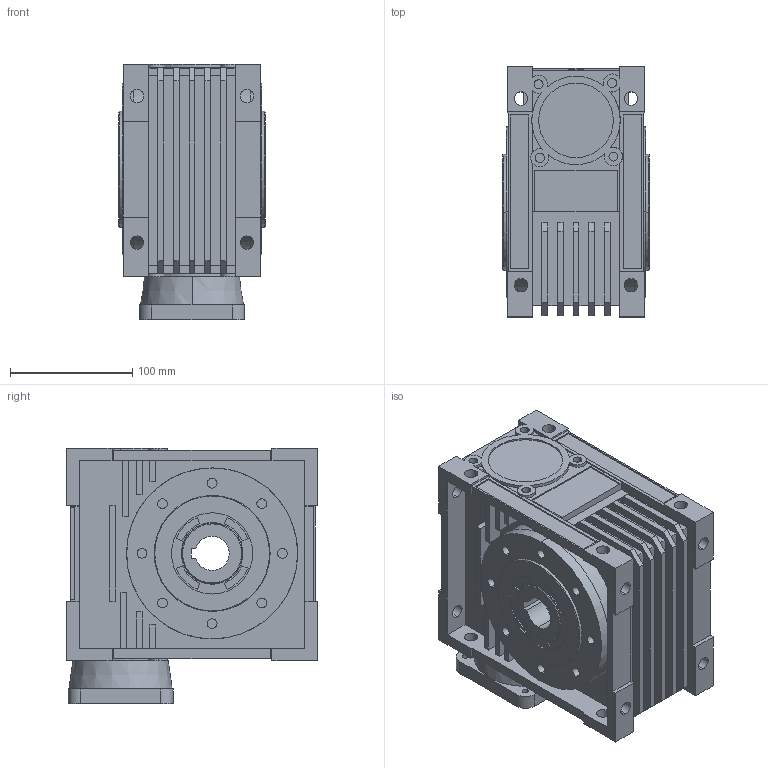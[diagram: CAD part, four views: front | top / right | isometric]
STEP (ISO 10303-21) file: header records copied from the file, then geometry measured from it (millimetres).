
FILE_DESCRIPTION (( 'STEP AP214' ), '1' );
FILE_NAME ('STP_86步进_14_无_不配附件_空心轴.step', '2019-10-18T06:13:50', ( 'IT Division' ), ( 'IT' ), 'SwSTEP 2.0', 'SolidWorks 2016', '' );
FILE_SCHEMA (( 'AUTOMOTIVE_DESIGN' ));
Length unit declared in the file: millimetre
Products named in the file (1): STP_86步进_14_无_不配附件_空心轴
Bounding box: 120 x 205 x 209 mm (x, y, z)
Volume: 3279914.5 mm3; surface area: 304251.9 mm2
Topology: 1 solids, 2 shells, 672 faces, 1735 edges, 1136 vertices
Faces by surface type: plane 441, cylinder 200, cone 17, torus 14
Entity records: 21981 total; most frequent: CARTESIAN_POINT 3682, DIRECTION 3572, ORIENTED_EDGE 3470, EDGE_CURVE 1735, VECTOR 1232, LINE 1232, AXIS2_PLACEMENT_3D 1170, VERTEX_POINT 1136
